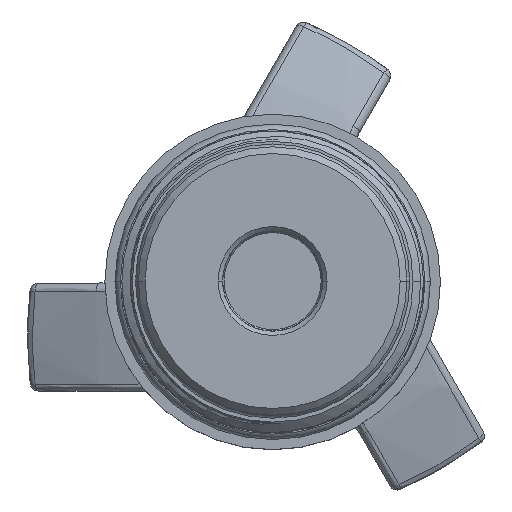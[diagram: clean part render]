
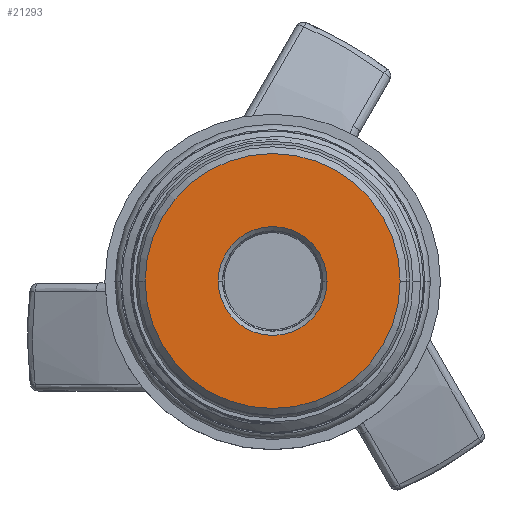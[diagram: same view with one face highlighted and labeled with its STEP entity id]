
A CAD part, top view. The second image highlights one B-rep face of the part: STEP entity #21293.
In plain terms, the highlighted planar face has unit normal (0, 0, 1).
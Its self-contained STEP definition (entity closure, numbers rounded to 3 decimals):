
#95 = PLANE ( 'NONE',  #26016 ) ;
#521 = ORIENTED_EDGE ( 'NONE', *, *, #19275, .T. ) ;
#1697 = CIRCLE ( 'NONE', #12709, 6.435 ) ;
#2573 = DIRECTION ( 'NONE',  ( 0., 0., 1. ) ) ;
#3766 = AXIS2_PLACEMENT_3D ( 'NONE', #12883, #4187, #4272 ) ;
#4187 = DIRECTION ( 'NONE',  ( 0., 0., -1. ) ) ;
#4272 = DIRECTION ( 'NONE',  ( -1., 0., 0. ) ) ;
#4667 = EDGE_CURVE ( 'NONE', #17341, #22122, #1697, .T. ) ;
#5358 = EDGE_LOOP ( 'NONE', ( #521, #7451 ) ) ;
#6759 = FACE_OUTER_BOUND ( 'NONE', #5358, .T. ) ;
#7270 = DIRECTION ( 'NONE',  ( -1., 0., 0. ) ) ;
#7451 = ORIENTED_EDGE ( 'NONE', *, *, #24723, .T. ) ;
#8307 = EDGE_CURVE ( 'NONE', #22122, #17341, #9308, .T. ) ;
#8965 = CARTESIAN_POINT ( 'NONE',  ( 6.435, 0., 123.242 ) ) ;
#9243 = CARTESIAN_POINT ( 'NONE',  ( 0., 0., 123.242 ) ) ;
#9308 = CIRCLE ( 'NONE', #3766, 6.435 ) ;
#9930 = CARTESIAN_POINT ( 'NONE',  ( 15.075, 0., 123.242 ) ) ;
#11483 = DIRECTION ( 'NONE',  ( 1., 0., 0. ) ) ;
#12212 = CIRCLE ( 'NONE', #18366, 15.075 ) ;
#12709 = AXIS2_PLACEMENT_3D ( 'NONE', #16420, #20781, #20961 ) ;
#12883 = CARTESIAN_POINT ( 'NONE',  ( 0., 0., 123.242 ) ) ;
#13831 = DIRECTION ( 'NONE',  ( 0., 0., -1. ) ) ;
#14304 = AXIS2_PLACEMENT_3D ( 'NONE', #9243, #2573, #11483 ) ;
#15720 = CARTESIAN_POINT ( 'NONE',  ( 0., 0., 123.242 ) ) ;
#16301 = DIRECTION ( 'NONE',  ( 1., 0., 0. ) ) ;
#16420 = CARTESIAN_POINT ( 'NONE',  ( 0., 0., 123.242 ) ) ;
#17341 = VERTEX_POINT ( 'NONE', #8965 ) ;
#18366 = AXIS2_PLACEMENT_3D ( 'NONE', #25378, #27604, #16301 ) ;
#18713 = FACE_BOUND ( 'NONE', #21822, .T. ) ;
#19275 = EDGE_CURVE ( 'NONE', #24179, #23221, #27846, .T. ) ;
#20781 = DIRECTION ( 'NONE',  ( 0., 0., -1. ) ) ;
#20961 = DIRECTION ( 'NONE',  ( -1., 0., 0. ) ) ;
#21100 = CARTESIAN_POINT ( 'NONE',  ( -6.435, 0., 123.242 ) ) ;
#21293 = ADVANCED_FACE ( 'NONE', ( #18713, #6759 ), #95, .F. ) ;
#21822 = EDGE_LOOP ( 'NONE', ( #28982, #23419 ) ) ;
#22122 = VERTEX_POINT ( 'NONE', #21100 ) ;
#23221 = VERTEX_POINT ( 'NONE', #9930 ) ;
#23419 = ORIENTED_EDGE ( 'NONE', *, *, #8307, .T. ) ;
#24179 = VERTEX_POINT ( 'NONE', #28524 ) ;
#24723 = EDGE_CURVE ( 'NONE', #23221, #24179, #12212, .T. ) ;
#25378 = CARTESIAN_POINT ( 'NONE',  ( 0., 0., 123.242 ) ) ;
#26016 = AXIS2_PLACEMENT_3D ( 'NONE', #15720, #13831, #7270 ) ;
#27604 = DIRECTION ( 'NONE',  ( 0., 0., 1. ) ) ;
#27846 = CIRCLE ( 'NONE', #14304, 15.075 ) ;
#28524 = CARTESIAN_POINT ( 'NONE',  ( -15.075, 0., 123.242 ) ) ;
#28982 = ORIENTED_EDGE ( 'NONE', *, *, #4667, .T. ) ;
